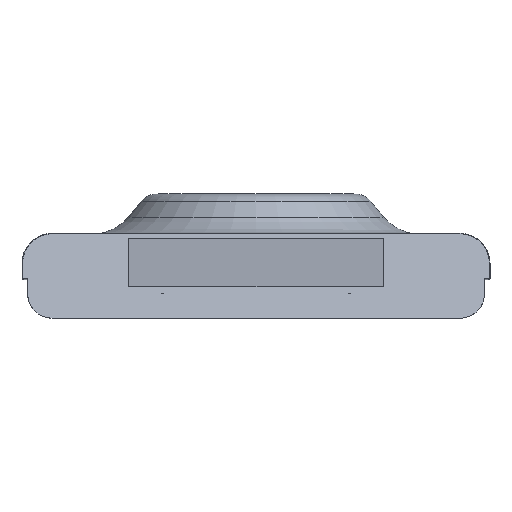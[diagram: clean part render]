
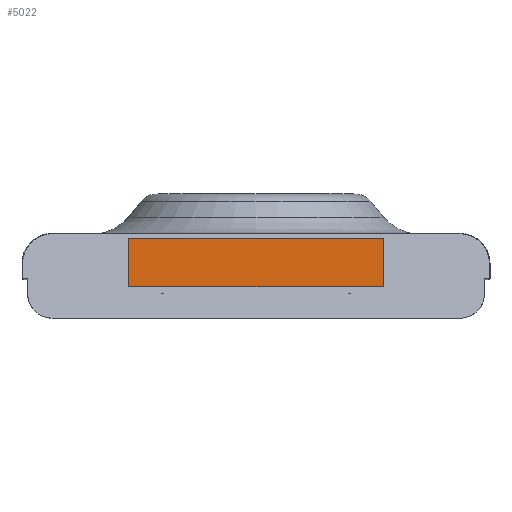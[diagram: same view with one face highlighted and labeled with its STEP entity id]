
A CAD part, top view. The second image highlights one B-rep face of the part: STEP entity #5022.
In plain terms, the highlighted planar face has unit normal (0, 0.018, 1).
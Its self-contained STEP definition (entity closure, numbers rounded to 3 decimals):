
#90 = VERTEX_POINT ( 'NONE', #1101 ) ;
#182 = CARTESIAN_POINT ( 'NONE',  ( -38., -2.405, 91.3 ) ) ;
#297 = CARTESIAN_POINT ( 'NONE',  ( -38.253, 12.102, 91.047 ) ) ;
#492 = DIRECTION ( 'NONE',  ( -0.017, -1., 0.017 ) ) ;
#553 = EDGE_CURVE ( 'NONE', #90, #5432, #6011, .T. ) ;
#584 = VECTOR ( 'NONE', #3659, 1000. ) ;
#618 = VECTOR ( 'NONE', #1140, 1000. ) ;
#742 = CARTESIAN_POINT ( 'NONE',  ( -38., -2.405, 91.3 ) ) ;
#769 = LINE ( 'NONE', #2217, #584 ) ;
#1024 = DIRECTION ( 'NONE',  ( 0.017, -1., 0.017 ) ) ;
#1101 = CARTESIAN_POINT ( 'NONE',  ( 38.253, 12.102, 91.047 ) ) ;
#1140 = DIRECTION ( 'NONE',  ( 1., 0., 0. ) ) ;
#1228 = VERTEX_POINT ( 'NONE', #182 ) ;
#2066 = DIRECTION ( 'NONE',  ( 0., -1., 0.017 ) ) ;
#2139 = EDGE_LOOP ( 'NONE', ( #5237, #2162, #3938, #2510 ) ) ;
#2162 = ORIENTED_EDGE ( 'NONE', *, *, #4771, .T. ) ;
#2217 = CARTESIAN_POINT ( 'NONE',  ( 0., 12.102, 91.047 ) ) ;
#2510 = ORIENTED_EDGE ( 'NONE', *, *, #553, .F. ) ;
#2582 = LINE ( 'NONE', #742, #618 ) ;
#2866 = LINE ( 'NONE', #3819, #4138 ) ;
#3171 = CARTESIAN_POINT ( 'NONE',  ( 38., -2.405, 91.3 ) ) ;
#3264 = EDGE_CURVE ( 'NONE', #90, #4582, #769, .T. ) ;
#3479 = PLANE ( 'NONE',  #4906 ) ;
#3659 = DIRECTION ( 'NONE',  ( -1., 0., 0. ) ) ;
#3685 = CARTESIAN_POINT ( 'NONE',  ( 37.977, -3.731, 91.323 ) ) ;
#3819 = CARTESIAN_POINT ( 'NONE',  ( -37.995, -2.705, 91.305 ) ) ;
#3905 = FACE_OUTER_BOUND ( 'NONE', #2139, .T. ) ;
#3935 = DIRECTION ( 'NONE',  ( 0., 0.017, 1. ) ) ;
#3938 = ORIENTED_EDGE ( 'NONE', *, *, #5807, .T. ) ;
#3992 = VECTOR ( 'NONE', #492, 1000. ) ;
#4138 = VECTOR ( 'NONE', #1024, 1000. ) ;
#4582 = VERTEX_POINT ( 'NONE', #297 ) ;
#4771 = EDGE_CURVE ( 'NONE', #4582, #1228, #2866, .T. ) ;
#4906 = AXIS2_PLACEMENT_3D ( 'NONE', #5370, #3935, #2066 ) ;
#5022 = ADVANCED_FACE ( 'NONE', ( #3905 ), #3479, .T. ) ;
#5237 = ORIENTED_EDGE ( 'NONE', *, *, #3264, .T. ) ;
#5370 = CARTESIAN_POINT ( 'NONE',  ( -38., -2.405, 91.3 ) ) ;
#5432 = VERTEX_POINT ( 'NONE', #3171 ) ;
#5807 = EDGE_CURVE ( 'NONE', #1228, #5432, #2582, .T. ) ;
#6011 = LINE ( 'NONE', #3685, #3992 ) ;
